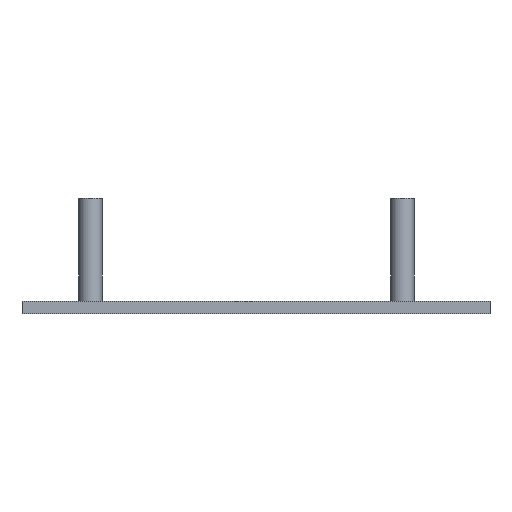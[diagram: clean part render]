
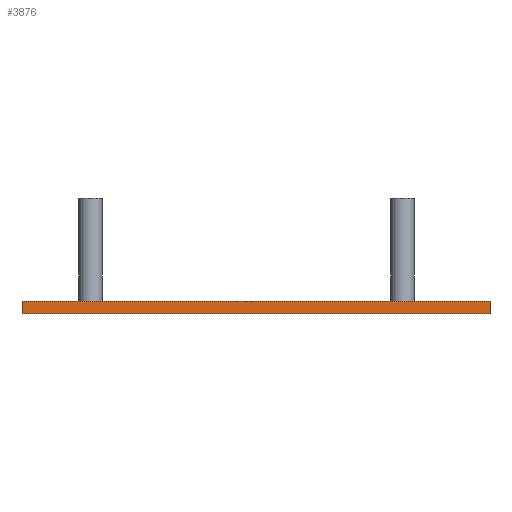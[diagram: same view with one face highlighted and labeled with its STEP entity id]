
A CAD part, front view. The second image highlights one B-rep face of the part: STEP entity #3876.
In plain terms, the highlighted planar face has unit normal (0, -1, 0).
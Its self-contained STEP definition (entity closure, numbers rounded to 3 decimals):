
#76=CARTESIAN_POINT('',(430.,1.,119.));
#77=VERTEX_POINT('',#76);
#84=CARTESIAN_POINT('',(280.,1.,119.));
#85=VERTEX_POINT('',#84);
#86=CARTESIAN_POINT('',(430.,1.,119.));
#87=DIRECTION('',(-1.,0.,0.));
#88=VECTOR('',#87,150.);
#89=LINE('',#86,#88);
#90=EDGE_CURVE('',#77,#85,#89,.T.);
#1068=CARTESIAN_POINT('',(430.,1.,123.));
#1069=VERTEX_POINT('',#1068);
#1084=CARTESIAN_POINT('',(280.,1.,123.));
#1085=VERTEX_POINT('',#1084);
#1092=CARTESIAN_POINT('',(430.,1.,123.));
#1093=DIRECTION('',(-1.,0.,0.));
#1094=VECTOR('',#1093,150.);
#1095=LINE('',#1092,#1094);
#1096=EDGE_CURVE('',#1069,#1085,#1095,.T.);
#3855=CARTESIAN_POINT('',(300.,1.,170.));
#3856=DIRECTION('',(0.,-1.,0.));
#3857=DIRECTION('',(0.,0.,-1.));
#3858=AXIS2_PLACEMENT_3D('',#3855,#3856,#3857);
#3859=PLANE('',#3858);
#3860=CARTESIAN_POINT('',(280.,1.,119.));
#3861=DIRECTION('',(0.,0.,1.));
#3862=VECTOR('',#3861,4.);
#3863=LINE('',#3860,#3862);
#3864=EDGE_CURVE('',#85,#1085,#3863,.T.);
#3865=ORIENTED_EDGE('',*,*,#3864,.F.);
#3866=ORIENTED_EDGE('',*,*,#90,.F.);
#3867=CARTESIAN_POINT('',(430.,1.,119.));
#3868=DIRECTION('',(0.,0.,1.));
#3869=VECTOR('',#3868,4.);
#3870=LINE('',#3867,#3869);
#3871=EDGE_CURVE('',#77,#1069,#3870,.T.);
#3872=ORIENTED_EDGE('',*,*,#3871,.T.);
#3873=ORIENTED_EDGE('',*,*,#1096,.T.);
#3874=EDGE_LOOP('',(#3865,#3866,#3872,#3873));
#3875=FACE_BOUND('',#3874,.T.);
#3876=ADVANCED_FACE('',(#3875),#3859,.T.);
